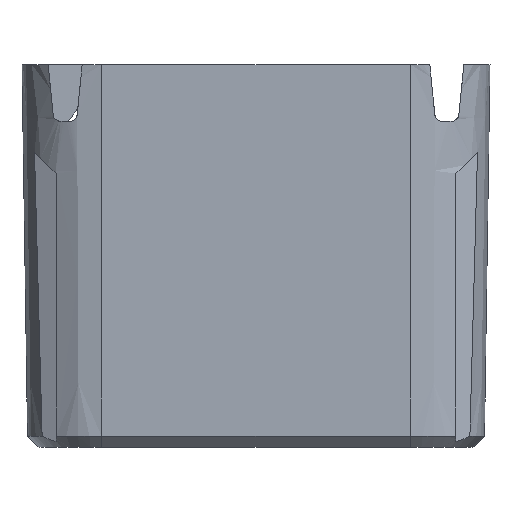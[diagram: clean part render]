
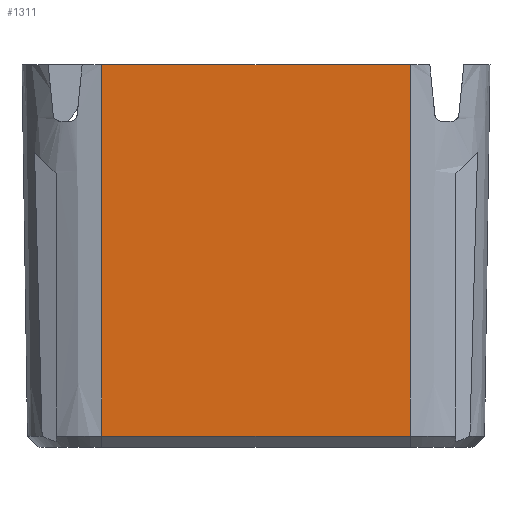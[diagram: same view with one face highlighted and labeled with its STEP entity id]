
A CAD part, left-side view. The second image highlights one B-rep face of the part: STEP entity #1311.
In plain terms, the highlighted planar face has unit normal (-1, 0, -0.015).
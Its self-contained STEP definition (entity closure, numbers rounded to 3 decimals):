
#32 = PLANE('',#33);
#33 = AXIS2_PLACEMENT_3D('',#34,#35,#36);
#34 = CARTESIAN_POINT('',(7.,34.2,33.7));
#35 = DIRECTION('',(0.,0.,1.));
#36 = DIRECTION('',(1.,0.,0.));
#408 = CONICAL_SURFACE('',#409,7.,0.015);
#409 = AXIS2_PLACEMENT_3D('',#410,#411,#412);
#410 = CARTESIAN_POINT('',(7.,34.2,33.7));
#411 = DIRECTION('',(0.,0.,1.));
#412 = DIRECTION('',(1.,0.,0.));
#505 = VERTEX_POINT('',#506);
#506 = CARTESIAN_POINT('',(0.,34.2,33.7));
#528 = EDGE_CURVE('',#529,#505,#531,.T.);
#529 = VERTEX_POINT('',#530);
#530 = CARTESIAN_POINT('',(0.,7.,33.7));
#531 = SURFACE_CURVE('',#532,(#536,#543),.PCURVE_S1.);
#532 = LINE('',#533,#534);
#533 = CARTESIAN_POINT('',(0.,20.6,33.7));
#534 = VECTOR('',#535,1.);
#535 = DIRECTION('',(0.,1.,0.));
#536 = PCURVE('',#32,#537);
#537 = DEFINITIONAL_REPRESENTATION('',(#538),#542);
#538 = LINE('',#539,#540);
#539 = CARTESIAN_POINT('',(-7.,-13.6));
#540 = VECTOR('',#541,1.);
#541 = DIRECTION('',(0.,1.));
#542 = ( GEOMETRIC_REPRESENTATION_CONTEXT(2) 
PARAMETRIC_REPRESENTATION_CONTEXT() REPRESENTATION_CONTEXT('2D SPACE',''
  ) );
#543 = PCURVE('',#544,#549);
#544 = PLANE('',#545);
#545 = AXIS2_PLACEMENT_3D('',#546,#547,#548);
#546 = CARTESIAN_POINT('',(0.5,20.6,0.));
#547 = DIRECTION('',(1.,0.,0.015));
#548 = DIRECTION('',(0.,-1.,0.));
#549 = DEFINITIONAL_REPRESENTATION('',(#550),#554);
#550 = LINE('',#551,#552);
#551 = CARTESIAN_POINT('',(0.,-33.704));
#552 = VECTOR('',#553,1.);
#553 = DIRECTION('',(-1.,0.));
#554 = ( GEOMETRIC_REPRESENTATION_CONTEXT(2) 
PARAMETRIC_REPRESENTATION_CONTEXT() REPRESENTATION_CONTEXT('2D SPACE',''
  ) );
#573 = CONICAL_SURFACE('',#574,7.,0.015);
#574 = AXIS2_PLACEMENT_3D('',#575,#576,#577);
#575 = CARTESIAN_POINT('',(7.,7.,33.7));
#576 = DIRECTION('',(0.,0.,1.));
#577 = DIRECTION('',(1.,0.,0.));
#1028 = VERTEX_POINT('',#1029);
#1029 = CARTESIAN_POINT('',(0.485,7.,1.));
#1051 = EDGE_CURVE('',#529,#1028,#1052,.T.);
#1052 = SURFACE_CURVE('',#1053,(#1056,#1062),.PCURVE_S1.);
#1053 = B_SPLINE_CURVE_WITH_KNOTS('',1,(#1054,#1055),.UNSPECIFIED.,.F.,
  .F.,(2,2),(0.,1.),.PIECEWISE_BEZIER_KNOTS.);
#1054 = CARTESIAN_POINT('',(0.,7.,33.7));
#1055 = CARTESIAN_POINT('',(0.5,7.,0.));
#1056 = PCURVE('',#573,#1057);
#1057 = DEFINITIONAL_REPRESENTATION('',(#1058),#1061);
#1058 = B_SPLINE_CURVE_WITH_KNOTS('',1,(#1059,#1060),.UNSPECIFIED.,.F.,
  .F.,(2,2),(0.,1.),.PIECEWISE_BEZIER_KNOTS.);
#1059 = CARTESIAN_POINT('',(3.142,0.));
#1060 = CARTESIAN_POINT('',(3.142,-33.7));
#1061 = ( GEOMETRIC_REPRESENTATION_CONTEXT(2) 
PARAMETRIC_REPRESENTATION_CONTEXT() REPRESENTATION_CONTEXT('2D SPACE',''
  ) );
#1062 = PCURVE('',#544,#1063);
#1063 = DEFINITIONAL_REPRESENTATION('',(#1064),#1067);
#1064 = B_SPLINE_CURVE_WITH_KNOTS('',1,(#1065,#1066),.UNSPECIFIED.,.F.,
  .F.,(2,2),(0.,1.),.PIECEWISE_BEZIER_KNOTS.);
#1065 = CARTESIAN_POINT('',(13.6,-33.704));
#1066 = CARTESIAN_POINT('',(13.6,0.));
#1067 = ( GEOMETRIC_REPRESENTATION_CONTEXT(2) 
PARAMETRIC_REPRESENTATION_CONTEXT() REPRESENTATION_CONTEXT('2D SPACE',''
  ) );
#1311 = ADVANCED_FACE('',(#1312),#544,.F.);
#1312 = FACE_BOUND('',#1313,.F.);
#1313 = EDGE_LOOP('',(#1314,#1315,#1343,#1364));
#1314 = ORIENTED_EDGE('',*,*,#1051,.T.);
#1315 = ORIENTED_EDGE('',*,*,#1316,.F.);
#1316 = EDGE_CURVE('',#1317,#1028,#1319,.T.);
#1317 = VERTEX_POINT('',#1318);
#1318 = CARTESIAN_POINT('',(0.485,34.2,1.));
#1319 = SURFACE_CURVE('',#1320,(#1324,#1331),.PCURVE_S1.);
#1320 = LINE('',#1321,#1322);
#1321 = CARTESIAN_POINT('',(0.485,34.2,1.));
#1322 = VECTOR('',#1323,1.);
#1323 = DIRECTION('',(-0.,-1.,-0.));
#1324 = PCURVE('',#544,#1325);
#1325 = DEFINITIONAL_REPRESENTATION('',(#1326),#1330);
#1326 = LINE('',#1327,#1328);
#1327 = CARTESIAN_POINT('',(-13.6,-1.));
#1328 = VECTOR('',#1329,1.);
#1329 = DIRECTION('',(1.,0.));
#1330 = ( GEOMETRIC_REPRESENTATION_CONTEXT(2) 
PARAMETRIC_REPRESENTATION_CONTEXT() REPRESENTATION_CONTEXT('2D SPACE',''
  ) );
#1331 = PCURVE('',#1332,#1337);
#1332 = PLANE('',#1333);
#1333 = AXIS2_PLACEMENT_3D('',#1334,#1335,#1336);
#1334 = CARTESIAN_POINT('',(0.993,34.2,0.5));
#1335 = DIRECTION('',(-0.702,0.,-0.712)
  );
#1336 = DIRECTION('',(0.,1.,0.));
#1337 = DEFINITIONAL_REPRESENTATION('',(#1338),#1342);
#1338 = LINE('',#1339,#1340);
#1339 = CARTESIAN_POINT('',(-0.,-0.712));
#1340 = VECTOR('',#1341,1.);
#1341 = DIRECTION('',(-1.,0.));
#1342 = ( GEOMETRIC_REPRESENTATION_CONTEXT(2) 
PARAMETRIC_REPRESENTATION_CONTEXT() REPRESENTATION_CONTEXT('2D SPACE',''
  ) );
#1343 = ORIENTED_EDGE('',*,*,#1344,.T.);
#1344 = EDGE_CURVE('',#1317,#505,#1345,.T.);
#1345 = SURFACE_CURVE('',#1346,(#1350,#1357),.PCURVE_S1.);
#1346 = LINE('',#1347,#1348);
#1347 = CARTESIAN_POINT('',(0.5,34.2,0.));
#1348 = VECTOR('',#1349,1.);
#1349 = DIRECTION('',(-0.015,0.,1.));
#1350 = PCURVE('',#544,#1351);
#1351 = DEFINITIONAL_REPRESENTATION('',(#1352),#1356);
#1352 = LINE('',#1353,#1354);
#1353 = CARTESIAN_POINT('',(-13.6,0.));
#1354 = VECTOR('',#1355,1.);
#1355 = DIRECTION('',(0.,-1.));
#1356 = ( GEOMETRIC_REPRESENTATION_CONTEXT(2) 
PARAMETRIC_REPRESENTATION_CONTEXT() REPRESENTATION_CONTEXT('2D SPACE',''
  ) );
#1357 = PCURVE('',#408,#1358);
#1358 = DEFINITIONAL_REPRESENTATION('',(#1359),#1363);
#1359 = LINE('',#1360,#1361);
#1360 = CARTESIAN_POINT('',(3.142,-33.7));
#1361 = VECTOR('',#1362,1.);
#1362 = DIRECTION('',(-0.,1.));
#1363 = ( GEOMETRIC_REPRESENTATION_CONTEXT(2) 
PARAMETRIC_REPRESENTATION_CONTEXT() REPRESENTATION_CONTEXT('2D SPACE',''
  ) );
#1364 = ORIENTED_EDGE('',*,*,#528,.F.);
